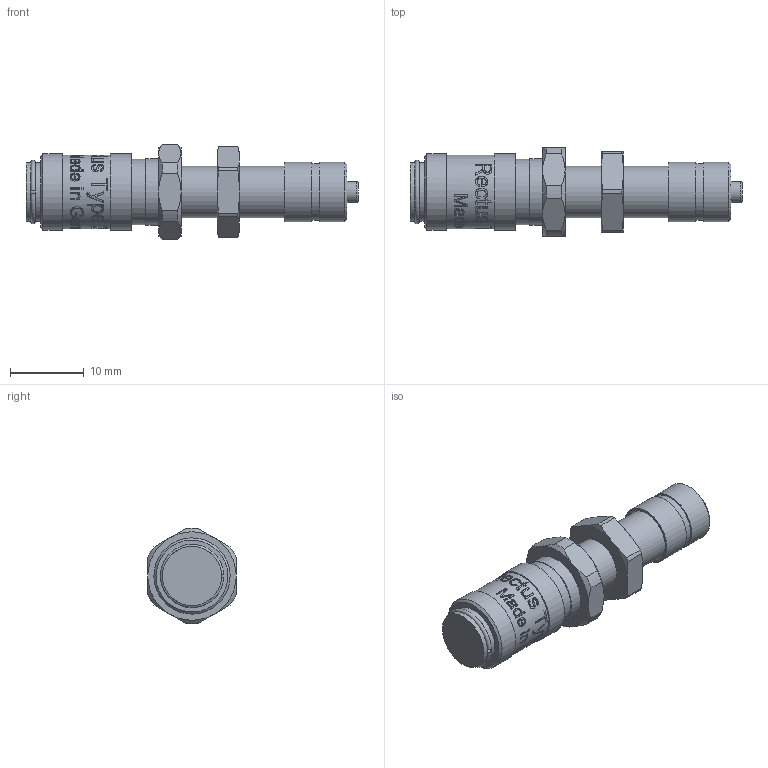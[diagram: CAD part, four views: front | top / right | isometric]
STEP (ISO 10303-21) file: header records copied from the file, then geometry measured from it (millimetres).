
FILE_DESCRIPTION(/* description */ (''),/* implementation_level */ '2;1');
FILE_NAME(/* name */ '20kaks05mpn.stp',/* time_stamp */ '2021-06-15T13:12:46+02:00',/* author */ ('IA176480'),/* organization */ (''),/* preprocessor_version */ 'ST-DEVELOPER v17.2',/* originating_system */ 'Autodesk Inventor 2019',/* authorisation */ '');
FILE_SCHEMA (('CONFIG_CONTROL_DESIGN'));
Products named in the file (1): 20KAKS05MPN
Bounding box: 45.05 x 12 x 12.99 mm (x, y, z)
Volume: 2704 mm3; surface area: 2924.2 mm2
Topology: 3 solids, 8 shells, 502 faces, 1336 edges, 895 vertices
Faces by surface type: bspline 200, plane 172, cylinder 82, cone 42, torus 6
Full cylindrical faces by diameter (mm): 2.85 x1, 6.342 x3, 6.45 x1, 6.5 x1, 6.8 x1, 7 x3, 7.3 x1, 7.4 x1, 7.46 x1, 7.7 x1, 7.8 x2, 8 x3, 8.1 x3, 8.15 x2, 8.9 x1, 9 x1, 9.15 x1, 9.2 x1, 10 x1, 10.35 x2
Entity records: 65672 total; most frequent: CARTESIAN_POINT 54077, ORIENTED_EDGE 2674, DIRECTION 1617, EDGE_CURVE 1337, VERTEX_POINT 897, AXIS2_PLACEMENT_3D 571, EDGE_LOOP 560, B_SPLINE_CURVE_WITH_KNOTS 546
